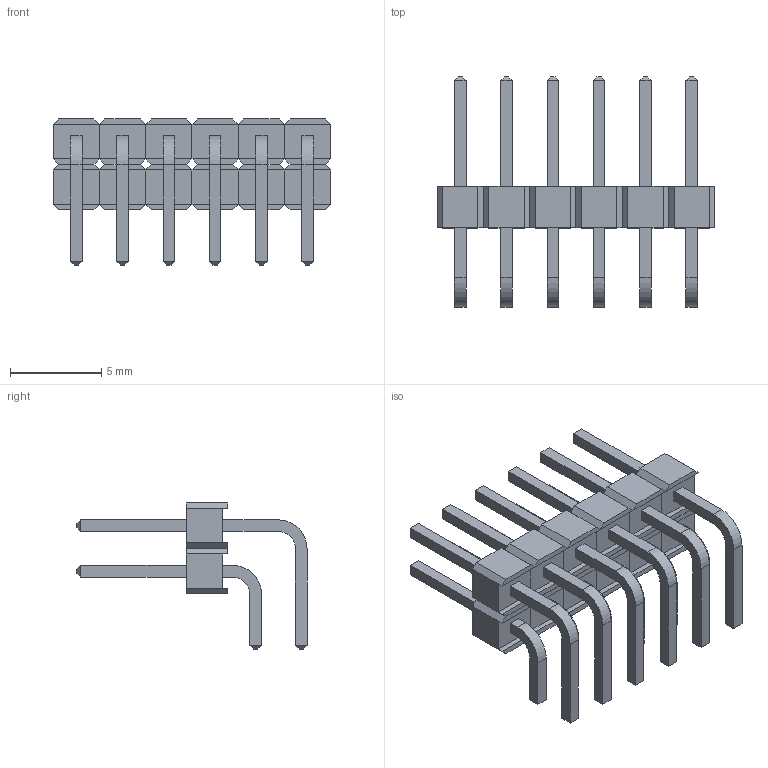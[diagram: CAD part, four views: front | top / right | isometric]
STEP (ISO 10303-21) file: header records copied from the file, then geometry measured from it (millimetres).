
FILE_DESCRIPTION(/* description */ (''),/* implementation_level */ '2;1');
FILE_NAME(/* name */ 'Header 2x6 RA.step',/* time_stamp */ '2019-04-05T11:10:45+02:00',/* author */ (''),/* organization */ (''),/* preprocessor_version */ 'ST-DEVELOPER v17.2',/* originating_system */ 'Autodesk Translation Framework v7.6.0.251',/* authorisation */ '');
FILE_SCHEMA (('AUTOMOTIVE_DESIGN { 1 0 10303 214 3 1 1 }'));
Length unit declared in the file: millimetre
Products named in the file (3): (Nicht gespeichert); User Library-Header_Male_RA_Low_2Pin_PinArray; User Library-Header_Male_RA_Low_2Pin_BodyArray
Assembly tree (3 placements, depth 2):
  (Nicht gespeichert)
    User Library-Header_Male_RA_Low_2Pin_BodyArray  x2
    User Library-Header_Male_RA_Low_2Pin_PinArray
Bounding box: 15.24 x 12.63 x 8.02 mm (x, y, z)
Volume: 219.6 mm3; surface area: 954.2 mm2
Topology: 24 solids, 24 shells, 432 faces, 1008 edges, 624 vertices
Faces by surface type: plane 408, cylinder 24
Entity records: 11013 total; most frequent: CARTESIAN_POINT 1890, ORIENTED_EDGE 1840, DIRECTION 1772, EDGE_CURVE 920, LINE 872, VECTOR 872, VERTEX_POINT 568, AXIS2_PLACEMENT_3D 450
